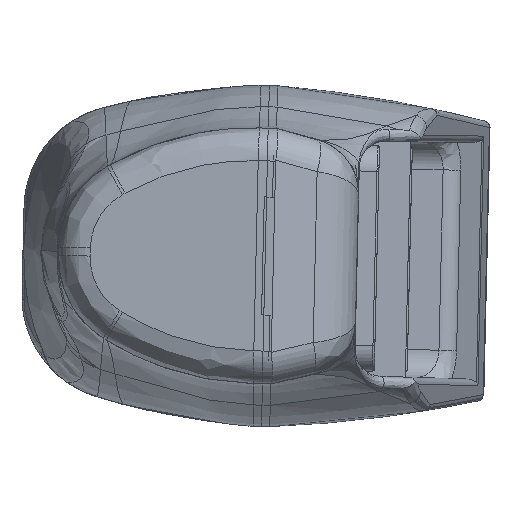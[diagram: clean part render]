
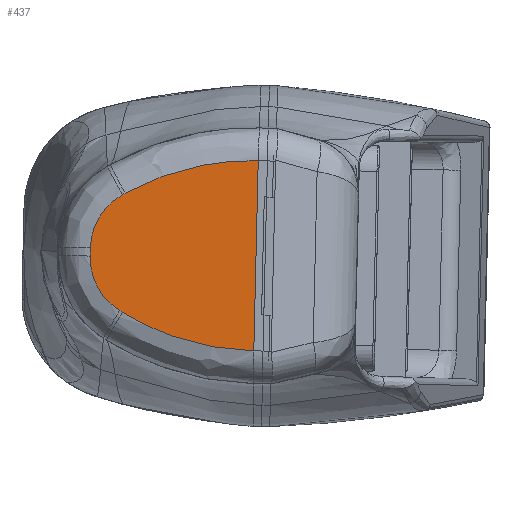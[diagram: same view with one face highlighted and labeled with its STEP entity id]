
A CAD part, front view. The second image highlights one B-rep face of the part: STEP entity #437.
In plain terms, the highlighted planar face has unit normal (-0.038, -0.999, 0.001).
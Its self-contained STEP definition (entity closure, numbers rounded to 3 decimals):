
#437=ADVANCED_FACE('',(#1744),#1745,.F.);
#1744=FACE_OUTER_BOUND('',#7187,.T.);
#1745=PLANE('',#7188);
#7187=EDGE_LOOP('',(#16231,#16232,#16233,#16234,#16235,#16236,#16237,#16238));
#7188=AXIS2_PLACEMENT_3D('',#16239,#16240,#16241);
#16231=ORIENTED_EDGE('',*,*,#22376,.T.);
#16232=ORIENTED_EDGE('',*,*,#22214,.F.);
#16233=ORIENTED_EDGE('',*,*,#22212,.T.);
#16234=ORIENTED_EDGE('',*,*,#22379,.F.);
#16235=ORIENTED_EDGE('',*,*,#22380,.T.);
#16236=ORIENTED_EDGE('',*,*,#22381,.F.);
#16237=ORIENTED_EDGE('',*,*,#22140,.T.);
#16238=ORIENTED_EDGE('',*,*,#22138,.F.);
#16239=CARTESIAN_POINT('',(195.171,-225.164,-123.103));
#16240=DIRECTION('',(0.038,0.999,-0.001));
#16241=DIRECTION('',(0.999,-0.038,-0.023));
#22138=EDGE_CURVE('',#24861,#25017,#25018,.T.);
#22140=EDGE_CURVE('',#25020,#25017,#25021,.T.);
#22212=EDGE_CURVE('',#25132,#25130,#25133,.T.);
#22214=EDGE_CURVE('',#25132,#24854,#25135,.T.);
#22376=EDGE_CURVE('',#24861,#24854,#25407,.T.);
#22379=EDGE_CURVE('',#25410,#25130,#25411,.T.);
#22380=EDGE_CURVE('',#25410,#25412,#25413,.T.);
#22381=EDGE_CURVE('',#25020,#25412,#25414,.T.);
#24854=VERTEX_POINT('',#29681);
#24861=VERTEX_POINT('',#29699);
#25017=VERTEX_POINT('',#30537);
#25018=B_SPLINE_CURVE_WITH_KNOTS('',3,(#30538,#30539,#30540,#30541,#30542,#30543,#30544),.UNSPECIFIED.,.F.,.F.,(4,1,1,1,4),(0.0,0.25,0.5,0.75,1.0),.UNSPECIFIED.);
#25020=VERTEX_POINT('',#30546);
#25021=LINE('',#30547,#30548);
#25130=VERTEX_POINT('',#30882);
#25132=VERTEX_POINT('',#30884);
#25133=LINE('',#30885,#30886);
#25135=B_SPLINE_CURVE_WITH_KNOTS('',3,(#30888,#30889,#30890,#30891,#30892,#30893,#30894),.UNSPECIFIED.,.F.,.F.,(4,1,1,1,4),(0.0,0.25,0.5,0.75,1.0),.UNSPECIFIED.);
#25407=LINE('',#31749,#31750);
#25410=VERTEX_POINT('',#31757);
#25411=B_SPLINE_CURVE_WITH_KNOTS('',3,(#31758,#31759,#31760,#31761,#31762,#31763,#31764,#31765,#31766),.UNSPECIFIED.,.F.,.F.,(4,1,1,1,1,1,4),(0.0,0.167,0.333,0.5,0.667,0.833,1.0),.UNSPECIFIED.);
#25412=VERTEX_POINT('',#31767);
#25413=LINE('',#31768,#31769);
#25414=B_SPLINE_CURVE_WITH_KNOTS('',3,(#31770,#31771,#31772,#31773,#31774,#31775,#31776,#31777,#31778),.UNSPECIFIED.,.F.,.F.,(4,1,1,1,1,1,4),(0.0,0.167,0.333,0.5,0.667,0.833,1.0),.UNSPECIFIED.);
#29681=CARTESIAN_POINT('',(226.327,-226.305,-77.843));
#29699=CARTESIAN_POINT('',(225.656,-226.305,-106.835));
#30537=CARTESIAN_POINT('',(205.635,-225.541,-100.953));
#30538=CARTESIAN_POINT('',(225.656,-226.305,-106.835));
#30539=CARTESIAN_POINT('',(223.89,-226.238,-106.801));
#30540=CARTESIAN_POINT('',(220.395,-226.105,-106.503));
#30541=CARTESIAN_POINT('',(215.223,-225.908,-105.355));
#30542=CARTESIAN_POINT('',(210.248,-225.718,-103.524));
#30543=CARTESIAN_POINT('',(207.141,-225.599,-101.883));
#30544=CARTESIAN_POINT('',(205.635,-225.541,-100.953));
#30546=CARTESIAN_POINT('',(205.204,-225.524,-100.687));
#30547=CARTESIAN_POINT('',(205.204,-225.524,-100.687));
#30548=VECTOR('',#37962,0.507);
#30882=CARTESIAN_POINT('',(205.612,-225.524,-83.037));
#30884=CARTESIAN_POINT('',(206.055,-225.541,-82.791));
#30885=CARTESIAN_POINT('',(206.055,-225.541,-82.791));
#30886=VECTOR('',#38069,0.507);
#30888=CARTESIAN_POINT('',(206.055,-225.541,-82.791));
#30889=CARTESIAN_POINT('',(207.603,-225.599,-81.932));
#30890=CARTESIAN_POINT('',(210.782,-225.718,-80.437));
#30891=CARTESIAN_POINT('',(215.837,-225.908,-78.837));
#30892=CARTESIAN_POINT('',(221.057,-226.105,-77.93));
#30893=CARTESIAN_POINT('',(224.561,-226.238,-77.794));
#30894=CARTESIAN_POINT('',(226.327,-226.305,-77.843));
#31749=CARTESIAN_POINT('',(225.656,-226.305,-106.835));
#31750=VECTOR('',#38238,29.);
#31757=CARTESIAN_POINT('',(200.725,-225.346,-91.124));
#31758=CARTESIAN_POINT('',(200.725,-225.346,-91.124));
#31759=CARTESIAN_POINT('',(200.738,-225.346,-90.569));
#31760=CARTESIAN_POINT('',(200.859,-225.35,-89.481));
#31761=CARTESIAN_POINT('',(201.32,-225.366,-87.892));
#31762=CARTESIAN_POINT('',(202.051,-225.392,-86.407));
#31763=CARTESIAN_POINT('',(203.026,-225.428,-85.069));
#31764=CARTESIAN_POINT('',(204.219,-225.472,-83.92));
#31765=CARTESIAN_POINT('',(205.127,-225.506,-83.307));
#31766=CARTESIAN_POINT('',(205.612,-225.524,-83.037));
#31767=CARTESIAN_POINT('',(200.696,-225.346,-92.383));
#31768=CARTESIAN_POINT('',(200.725,-225.346,-91.124));
#31769=VECTOR('',#38240,1.26);
#31770=CARTESIAN_POINT('',(205.204,-225.524,-100.687));
#31771=CARTESIAN_POINT('',(204.731,-225.506,-100.395));
#31772=CARTESIAN_POINT('',(203.852,-225.472,-99.74));
#31773=CARTESIAN_POINT('',(202.714,-225.428,-98.538));
#31774=CARTESIAN_POINT('',(201.802,-225.392,-97.156));
#31775=CARTESIAN_POINT('',(201.141,-225.366,-95.639));
#31776=CARTESIAN_POINT('',(200.754,-225.35,-94.03));
#31777=CARTESIAN_POINT('',(200.683,-225.346,-92.938));
#31778=CARTESIAN_POINT('',(200.696,-225.346,-92.383));
#37962=DIRECTION('',(0.85,-0.033,-0.525));
#38069=DIRECTION('',(-0.874,0.033,-0.485));
#38238=DIRECTION('',(0.023,0.0,1.));
#38240=DIRECTION('',(-0.023,0.0,-1.));
